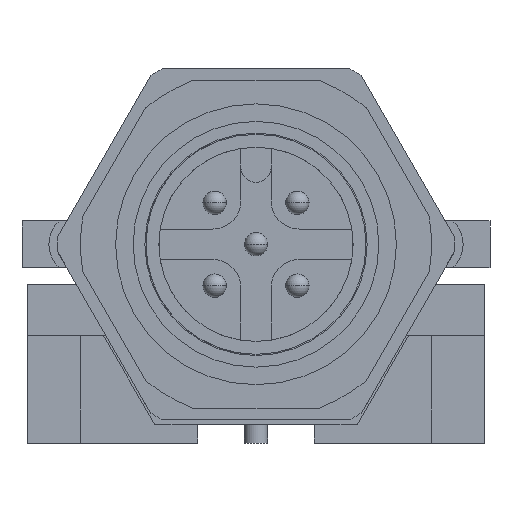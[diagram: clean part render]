
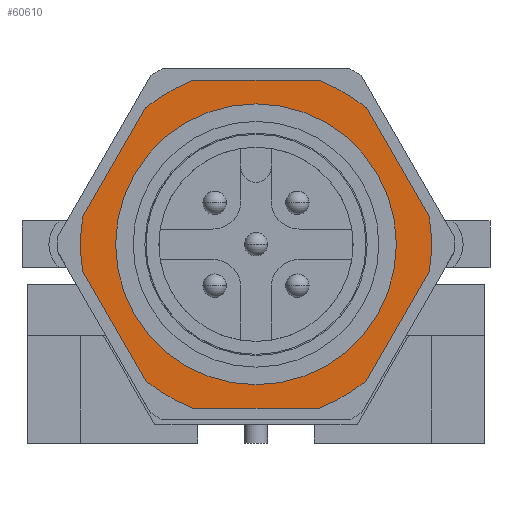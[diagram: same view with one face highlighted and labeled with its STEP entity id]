
A CAD part, front view. The second image highlights one B-rep face of the part: STEP entity #60610.
In plain terms, the highlighted planar face has unit normal (0, -1, 0).
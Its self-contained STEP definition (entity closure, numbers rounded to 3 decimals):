
#3410=CARTESIAN_POINT('',(0.,-10.2,6.));
#3420=VERTEX_POINT('',#3410);
#3500=CARTESIAN_POINT('',(0.,-10.2,-6.));
#3510=VERTEX_POINT('',#3500);
#3540=CARTESIAN_POINT('',(0.,-10.2,0.));
#3550=DIRECTION('',(0.,1.,0.));
#3560=DIRECTION('',(0.,0.,1.));
#3570=AXIS2_PLACEMENT_3D('',#3540,#3550,#3560);
#3580=CIRCLE('',#3570,6.);
#3590=EDGE_CURVE('',#3510,#3420,#3580,.T.);
#59470=CARTESIAN_POINT('',(0.,-10.2,6.775));
#59480=DIRECTION('',(0.,-1.,0.));
#59490=DIRECTION('',(0.,0.,-1.));
#59500=AXIS2_PLACEMENT_3D('',#59470,#59480,#59490);
#59510=PLANE('',#59500);
#59520=EDGE_CURVE('',#3420,#3510,#3580,.T.);
#59530=ORIENTED_EDGE('',*,*,#59520,.T.);
#59540=ORIENTED_EDGE('',*,*,#3590,.T.);
#59550=EDGE_LOOP('',(#59540,#59530));
#59560=FACE_BOUND('',#59550,.T.);
#59570=CARTESIAN_POINT('',(0.,-10.2,0.));
#59580=DIRECTION('',(0.,1.,0.));
#59590=DIRECTION('',(0.,0.,1.));
#59600=AXIS2_PLACEMENT_3D('',#59570,#59580,#59590);
#59610=CIRCLE('',#59600,7.5);
#59620=CARTESIAN_POINT('',(7.408,-10.2,1.168));
#59630=VERTEX_POINT('',#59620);
#59640=CARTESIAN_POINT('',(7.408,-10.2,-1.168));
#59650=VERTEX_POINT('',#59640);
#59660=EDGE_CURVE('',#59630,#59650,#59610,.T.);
#59670=ORIENTED_EDGE('',*,*,#59660,.F.);
#59680=CARTESIAN_POINT('',(4.716,-10.2,-5.832));
#59690=DIRECTION('',(0.5,0.,0.866));
#59700=VECTOR('',#59690,5.385);
#59710=LINE('',#59680,#59700);
#59720=CARTESIAN_POINT('',(4.716,-10.2,-5.832));
#59730=VERTEX_POINT('',#59720);
#59740=EDGE_CURVE('',#59730,#59650,#59710,.T.);
#59750=ORIENTED_EDGE('',*,*,#59740,.T.);
#59760=CARTESIAN_POINT('',(0.,-10.2,0.));
#59770=DIRECTION('',(0.,1.,0.));
#59780=DIRECTION('',(0.,0.,1.));
#59790=AXIS2_PLACEMENT_3D('',#59760,#59770,#59780);
#59800=CIRCLE('',#59790,7.5);
#59810=CARTESIAN_POINT('',(2.693,-10.2,-7.));
#59820=VERTEX_POINT('',#59810);
#59830=EDGE_CURVE('',#59730,#59820,#59800,.T.);
#59840=ORIENTED_EDGE('',*,*,#59830,.F.);
#59850=CARTESIAN_POINT('',(-2.693,-10.2,-7.));
#59860=DIRECTION('',(1.,0.,0.));
#59870=VECTOR('',#59860,5.385);
#59880=LINE('',#59850,#59870);
#59890=CARTESIAN_POINT('',(-2.693,-10.2,-7.));
#59900=VERTEX_POINT('',#59890);
#59910=EDGE_CURVE('',#59900,#59820,#59880,.T.);
#59920=ORIENTED_EDGE('',*,*,#59910,.T.);
#59930=CARTESIAN_POINT('',(0.,-10.2,0.));
#59940=DIRECTION('',(0.,1.,0.));
#59950=DIRECTION('',(0.,0.,1.));
#59960=AXIS2_PLACEMENT_3D('',#59930,#59940,#59950);
#59970=CIRCLE('',#59960,7.5);
#59980=CARTESIAN_POINT('',(-4.716,-10.2,-5.832));
#59990=VERTEX_POINT('',#59980);
#60000=EDGE_CURVE('',#59900,#59990,#59970,.T.);
#60010=ORIENTED_EDGE('',*,*,#60000,.F.);
#60020=CARTESIAN_POINT('',(-7.408,-10.2,-1.168));
#60030=DIRECTION('',(0.5,0.,-0.866));
#60040=VECTOR('',#60030,5.385);
#60050=LINE('',#60020,#60040);
#60060=CARTESIAN_POINT('',(-7.408,-10.2,-1.168));
#60070=VERTEX_POINT('',#60060);
#60080=EDGE_CURVE('',#60070,#59990,#60050,.T.);
#60090=ORIENTED_EDGE('',*,*,#60080,.T.);
#60100=CARTESIAN_POINT('',(0.,-10.2,0.));
#60110=DIRECTION('',(0.,1.,0.));
#60120=DIRECTION('',(0.,0.,1.));
#60130=AXIS2_PLACEMENT_3D('',#60100,#60110,#60120);
#60140=CIRCLE('',#60130,7.5);
#60150=CARTESIAN_POINT('',(-7.408,-10.2,1.168));
#60160=VERTEX_POINT('',#60150);
#60170=EDGE_CURVE('',#60070,#60160,#60140,.T.);
#60180=ORIENTED_EDGE('',*,*,#60170,.F.);
#60190=CARTESIAN_POINT('',(-4.716,-10.2,5.832));
#60200=DIRECTION('',(-0.5,0.,-0.866));
#60210=VECTOR('',#60200,5.385);
#60220=LINE('',#60190,#60210);
#60230=CARTESIAN_POINT('',(-4.716,-10.2,5.832));
#60240=VERTEX_POINT('',#60230);
#60250=EDGE_CURVE('',#60240,#60160,#60220,.T.);
#60260=ORIENTED_EDGE('',*,*,#60250,.T.);
#60270=CARTESIAN_POINT('',(0.,-10.2,0.));
#60280=DIRECTION('',(0.,1.,0.));
#60290=DIRECTION('',(0.,0.,1.));
#60300=AXIS2_PLACEMENT_3D('',#60270,#60280,#60290);
#60310=CIRCLE('',#60300,7.5);
#60320=CARTESIAN_POINT('',(-2.693,-10.2,7.));
#60330=VERTEX_POINT('',#60320);
#60340=EDGE_CURVE('',#60240,#60330,#60310,.T.);
#60350=ORIENTED_EDGE('',*,*,#60340,.F.);
#60360=CARTESIAN_POINT('',(2.693,-10.2,7.));
#60370=DIRECTION('',(-1.,0.,0.));
#60380=VECTOR('',#60370,5.385);
#60390=LINE('',#60360,#60380);
#60400=CARTESIAN_POINT('',(2.693,-10.2,7.));
#60410=VERTEX_POINT('',#60400);
#60420=EDGE_CURVE('',#60410,#60330,#60390,.T.);
#60430=ORIENTED_EDGE('',*,*,#60420,.T.);
#60440=CARTESIAN_POINT('',(0.,-10.2,0.));
#60450=DIRECTION('',(0.,1.,0.));
#60460=DIRECTION('',(0.,0.,1.));
#60470=AXIS2_PLACEMENT_3D('',#60440,#60450,#60460);
#60480=CIRCLE('',#60470,7.5);
#60490=CARTESIAN_POINT('',(4.716,-10.2,5.832));
#60500=VERTEX_POINT('',#60490);
#60510=EDGE_CURVE('',#60410,#60500,#60480,.T.);
#60520=ORIENTED_EDGE('',*,*,#60510,.F.);
#60530=CARTESIAN_POINT('',(7.408,-10.2,1.168));
#60540=DIRECTION('',(-0.5,0.,0.866));
#60550=VECTOR('',#60540,5.385);
#60560=LINE('',#60530,#60550);
#60570=EDGE_CURVE('',#59630,#60500,#60560,.T.);
#60580=ORIENTED_EDGE('',*,*,#60570,.T.);
#60590=EDGE_LOOP('',(#60580,#60520,#60430,#60350,#60260,#60180,#60090,
#60010,#59920,#59840,#59750,#59670));
#60600=FACE_OUTER_BOUND('',#60590,.T.);
#60610=ADVANCED_FACE('',(#59560,#60600),#59510,.T.);
